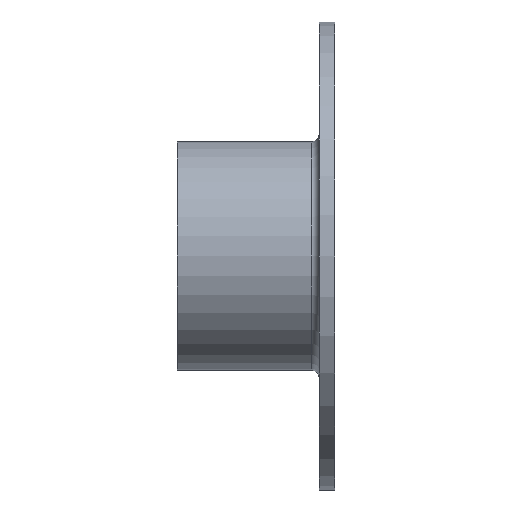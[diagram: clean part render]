
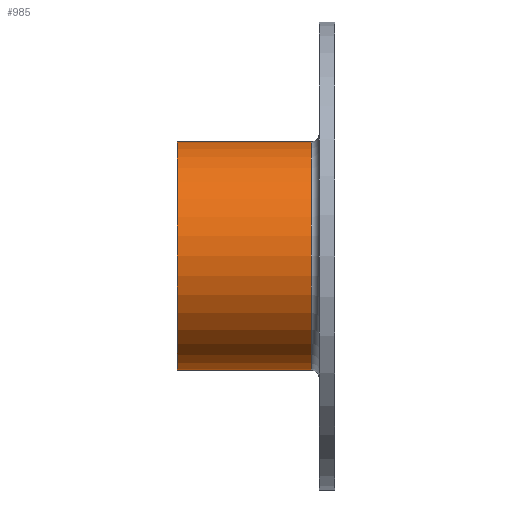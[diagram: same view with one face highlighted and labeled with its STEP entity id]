
A CAD part, left-side view. The second image highlights one B-rep face of the part: STEP entity #985.
In plain terms, the highlighted cylindrical face has radius 43.5 mm (diameter 87 mm), a partial arc.
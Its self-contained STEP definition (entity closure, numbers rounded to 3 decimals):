
#46 = CARTESIAN_POINT ( 'NONE',  ( 105.5, 9., -17. ) ) ;
#104 = CARTESIAN_POINT ( 'NONE',  ( 105.5, 56., -104. ) ) ;
#118 = ORIENTED_EDGE ( 'NONE', *, *, #3391, .T. ) ;
#216 = CARTESIAN_POINT ( 'NONE',  ( 105.5, 60., -60.5 ) ) ;
#389 = DIRECTION ( 'NONE',  ( 0., -1., 0. ) ) ;
#456 = FACE_OUTER_BOUND ( 'NONE', #3277, .T. ) ;
#548 = DIRECTION ( 'NONE',  ( 0., 0., 1. ) ) ;
#580 = DIRECTION ( 'NONE',  ( 0., 0., 1. ) ) ;
#734 = CARTESIAN_POINT ( 'NONE',  ( 105.5, 56., -17. ) ) ;
#777 = AXIS2_PLACEMENT_3D ( 'NONE', #216, #1645, #548 ) ;
#969 = DIRECTION ( 'NONE',  ( 0., -1., 0. ) ) ;
#985 = ADVANCED_FACE ( 'NONE', ( #456 ), #997, .T. ) ;
#997 = CYLINDRICAL_SURFACE ( 'NONE', #2110, 43.5 ) ;
#1088 = ORIENTED_EDGE ( 'NONE', *, *, #3171, .F. ) ;
#1341 = VERTEX_POINT ( 'NONE', #3488 ) ;
#1645 = DIRECTION ( 'NONE',  ( 0., 1., 0. ) ) ;
#1792 = VERTEX_POINT ( 'NONE', #2413 ) ;
#1802 = CARTESIAN_POINT ( 'NONE',  ( 105.5, 60., -104. ) ) ;
#1846 = DIRECTION ( 'NONE',  ( 0., -1., 0. ) ) ;
#1848 = EDGE_CURVE ( 'NONE', #1341, #1974, #2112, .T. ) ;
#1974 = VERTEX_POINT ( 'NONE', #46 ) ;
#2033 = VECTOR ( 'NONE', #1846, 1000. ) ;
#2098 = CARTESIAN_POINT ( 'NONE',  ( 105.5, 56., -60.5 ) ) ;
#2110 = AXIS2_PLACEMENT_3D ( 'NONE', #2098, #969, #2895 ) ;
#2112 = LINE ( 'NONE', #734, #2033 ) ;
#2155 = EDGE_CURVE ( 'NONE', #2582, #1792, #2327, .T. ) ;
#2230 = ORIENTED_EDGE ( 'NONE', *, *, #1848, .F. ) ;
#2297 = ORIENTED_EDGE ( 'NONE', *, *, #2155, .T. ) ;
#2327 = LINE ( 'NONE', #104, #2944 ) ;
#2413 = CARTESIAN_POINT ( 'NONE',  ( 105.5, 9., -104. ) ) ;
#2582 = VERTEX_POINT ( 'NONE', #1802 ) ;
#2846 = CIRCLE ( 'NONE', #777, 43.5 ) ;
#2849 = AXIS2_PLACEMENT_3D ( 'NONE', #3099, #3328, #580 ) ;
#2895 = DIRECTION ( 'NONE',  ( 0., 0., -1. ) ) ;
#2944 = VECTOR ( 'NONE', #389, 1000. ) ;
#3099 = CARTESIAN_POINT ( 'NONE',  ( 105.5, 9., -60.5 ) ) ;
#3171 = EDGE_CURVE ( 'NONE', #2582, #1341, #2846, .T. ) ;
#3277 = EDGE_LOOP ( 'NONE', ( #2230, #1088, #2297, #118 ) ) ;
#3328 = DIRECTION ( 'NONE',  ( 0., 1., 0. ) ) ;
#3371 = CIRCLE ( 'NONE', #2849, 43.5 ) ;
#3391 = EDGE_CURVE ( 'NONE', #1792, #1974, #3371, .T. ) ;
#3488 = CARTESIAN_POINT ( 'NONE',  ( 105.5, 60., -17. ) ) ;
